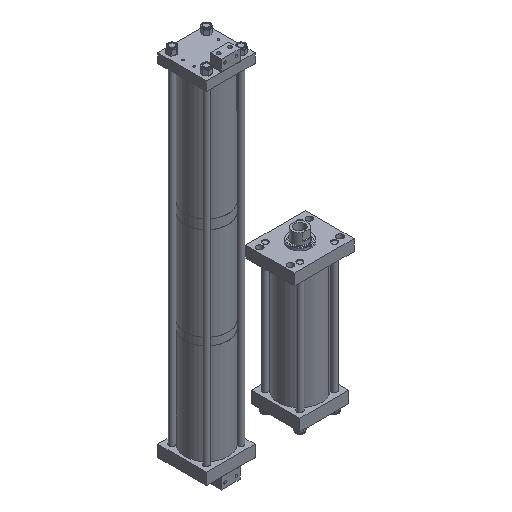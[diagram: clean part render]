
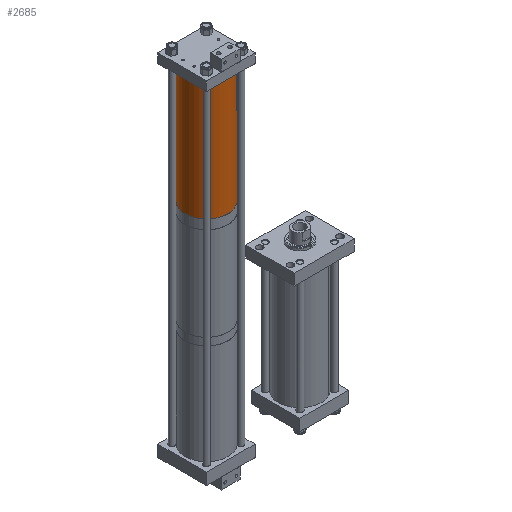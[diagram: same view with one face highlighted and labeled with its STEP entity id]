
A CAD part, isometric view. The second image highlights one B-rep face of the part: STEP entity #2685.
In plain terms, the highlighted cylindrical face has radius 73.025 mm (diameter 146.05 mm), a partial arc.
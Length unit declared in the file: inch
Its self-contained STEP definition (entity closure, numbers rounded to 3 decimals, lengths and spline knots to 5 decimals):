
#884 = DIRECTION ( 'NONE',  ( -1., 0., 0. ) ) ;
#1033 = AXIS2_PLACEMENT_3D ( 'NONE', #9486, #1095, #884 ) ;
#1090 = CARTESIAN_POINT ( 'NONE',  ( -2.875, 0., 15.965 ) ) ;
#1095 = DIRECTION ( 'NONE',  ( 0., 0., -1. ) ) ;
#1148 = ORIENTED_EDGE ( 'NONE', *, *, #9920, .T. ) ;
#1173 = CARTESIAN_POINT ( 'NONE',  ( -2.875, 0., 0. ) ) ;
#1736 = CARTESIAN_POINT ( 'NONE',  ( 2.875, 0., 15.965 ) ) ;
#2245 = FACE_OUTER_BOUND ( 'NONE', #4533, .T. ) ;
#2685 = ADVANCED_FACE ( 'NONE', ( #2245 ), #15293, .T. ) ;
#2720 = CARTESIAN_POINT ( 'NONE',  ( 0., 0., 15.965 ) ) ;
#3362 = DIRECTION ( 'NONE',  ( 1., 0., 0. ) ) ;
#3714 = EDGE_CURVE ( 'NONE', #11445, #7030, #13396, .T. ) ;
#3766 = CARTESIAN_POINT ( 'NONE',  ( 2.875, 0., 15.965 ) ) ;
#4533 = EDGE_LOOP ( 'NONE', ( #10491, #1148, #12707, #13598 ) ) ;
#4730 = CIRCLE ( 'NONE', #15231, 2.875 ) ;
#5878 = DIRECTION ( 'NONE',  ( 0., 0., -1. ) ) ;
#6504 = CARTESIAN_POINT ( 'NONE',  ( 0., 0., 0. ) ) ;
#6944 = CARTESIAN_POINT ( 'NONE',  ( -2.875, 0., 15.965 ) ) ;
#7030 = VERTEX_POINT ( 'NONE', #1173 ) ;
#8087 = VECTOR ( 'NONE', #5878, 39.37008 ) ;
#8154 = EDGE_CURVE ( 'NONE', #14066, #11445, #12620, .T. ) ;
#9486 = CARTESIAN_POINT ( 'NONE',  ( 0., 0., 15.965 ) ) ;
#9920 = EDGE_CURVE ( 'NONE', #14066, #15382, #13706, .T. ) ;
#10491 = ORIENTED_EDGE ( 'NONE', *, *, #8154, .F. ) ;
#10573 = DIRECTION ( 'NONE',  ( 0., 0., 1. ) ) ;
#11445 = VERTEX_POINT ( 'NONE', #1090 ) ;
#12236 = DIRECTION ( 'NONE',  ( 0., 0., -1. ) ) ;
#12396 = DIRECTION ( 'NONE',  ( 1., 0., 0. ) ) ;
#12620 = CIRCLE ( 'NONE', #12949, 2.875 ) ;
#12707 = ORIENTED_EDGE ( 'NONE', *, *, #13584, .T. ) ;
#12949 = AXIS2_PLACEMENT_3D ( 'NONE', #2720, #14969, #12396 ) ;
#13396 = LINE ( 'NONE', #6944, #8087 ) ;
#13584 = EDGE_CURVE ( 'NONE', #15382, #7030, #4730, .T. ) ;
#13598 = ORIENTED_EDGE ( 'NONE', *, *, #3714, .F. ) ;
#13706 = LINE ( 'NONE', #3766, #14087 ) ;
#14066 = VERTEX_POINT ( 'NONE', #1736 ) ;
#14087 = VECTOR ( 'NONE', #12236, 39.37008 ) ;
#14897 = CARTESIAN_POINT ( 'NONE',  ( 2.875, 0., 0. ) ) ;
#14969 = DIRECTION ( 'NONE',  ( 0., 0., 1. ) ) ;
#15231 = AXIS2_PLACEMENT_3D ( 'NONE', #6504, #10573, #3362 ) ;
#15293 = CYLINDRICAL_SURFACE ( 'NONE', #1033, 2.875 ) ;
#15382 = VERTEX_POINT ( 'NONE', #14897 ) ;
